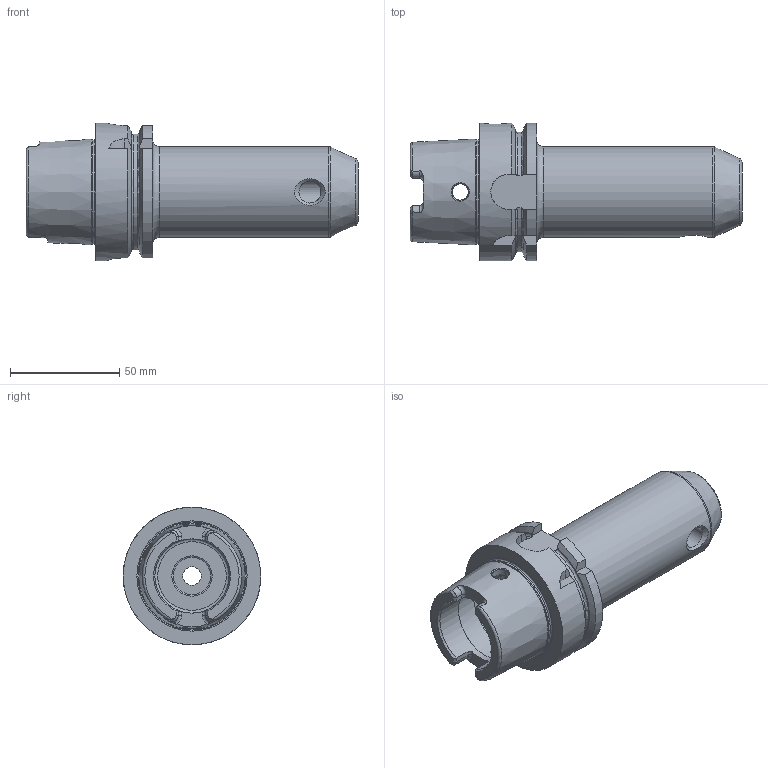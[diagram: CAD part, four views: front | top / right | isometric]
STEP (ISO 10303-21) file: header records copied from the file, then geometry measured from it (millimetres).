
FILE_DESCRIPTION((''),'2;1');
FILE_NAME('6063041-34.stp','2014-01-09T09:40:49',('SCHUESSLER'),(''),'Autodesk Inventor 2012','Autodesk Inventor 2012','');
FILE_SCHEMA(('AUTOMOTIVE_DESIGN { 1 0 10303 214 1 1 1 1 }'));
Length unit declared in the file: millimetre
Products named in the file (1): 6063041-34
Bounding box: 152 x 63 x 63 mm (x, y, z)
Volume: 194639.3 mm3; surface area: 37704.4 mm2
Topology: 1 solids, 1 shells, 130 faces, 337 edges, 213 vertices
Faces by surface type: plane 44, cylinder 36, cone 23, torus 21, bspline 6
Full cylindrical faces by diameter (mm): 2.5 x2, 7.5 x2, 8.4 x1, 10 x1, 10.106 x1, 12 x1, 13 x1, 17 x1, 18.5 x1, 34 x2, 40 x1, 41.5 x1, 48.021 x1, 63 x1
Entity records: 4700 total; most frequent: CARTESIAN_POINT 1838, ORIENTED_EDGE 572, DIRECTION 562, EDGE_CURVE 286, AXIS2_PLACEMENT_3D 238, VERTEX_POINT 200, EDGE_LOOP 180, FACE_OUTER_BOUND 130
